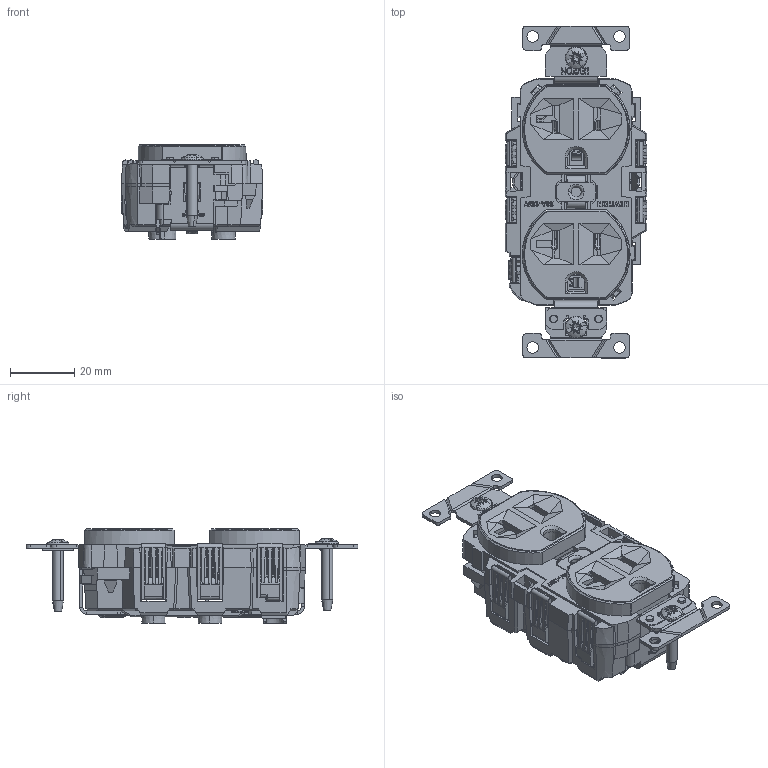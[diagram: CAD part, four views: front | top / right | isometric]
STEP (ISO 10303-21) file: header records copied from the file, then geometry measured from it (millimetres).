
FILE_DESCRIPTION (( 'STEP AP214' ), '1' );
FILE_NAME ('ORC5545-M01-20A.STEP', '2024-10-28T12:17:55', ( '' ), ( '' ), 'SwSTEP 2.0', 'SolidWorks 2024', '' );
FILE_SCHEMA (( 'AUTOMOTIVE_DESIGN' ));
Products named in the file (1): ORC5545-M01-20A
Bounding box: 44.07 x 103.17 x 29.33 mm (x, y, z)
Surface area: 22543.8 mm2 (no closed solid volume)
Topology: 0 solids, 51 shells, 2614 faces, 10213 edges, 7413 vertices
Faces by surface type: plane 1829, cylinder 331, bspline 314, cone 92, torus 32, sphere 16
Entity records: 126037 total; most frequent: CARTESIAN_POINT 47059, ORIENTED_EDGE 15629, DIRECTION 13967, EDGE_CURVE 10209, VECTOR 7677, LINE 7677, VERTEX_POINT 7413, AXIS2_PLACEMENT_3D 3145
